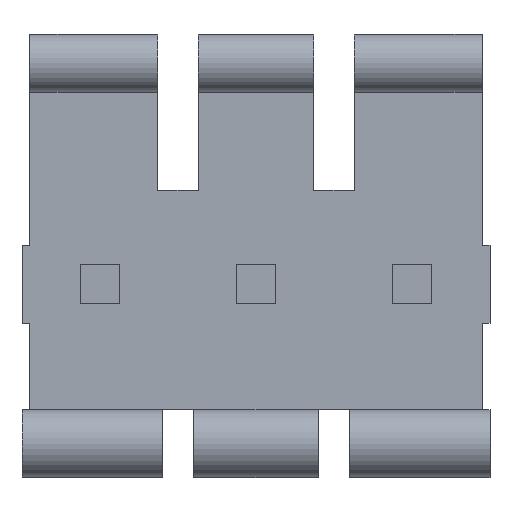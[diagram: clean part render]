
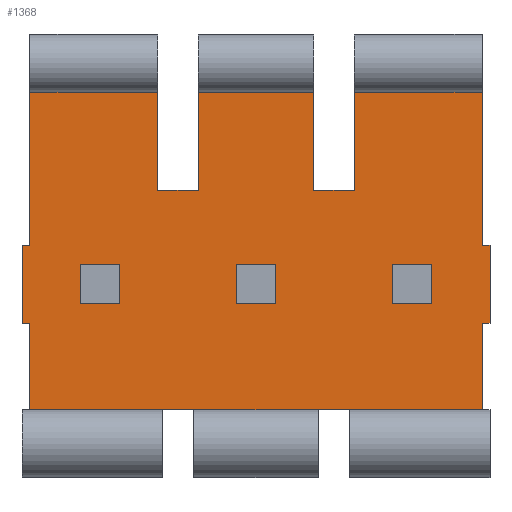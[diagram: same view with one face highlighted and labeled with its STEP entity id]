
A CAD part, front view. The second image highlights one B-rep face of the part: STEP entity #1368.
In plain terms, the highlighted planar face has unit normal (0, -1, 0).
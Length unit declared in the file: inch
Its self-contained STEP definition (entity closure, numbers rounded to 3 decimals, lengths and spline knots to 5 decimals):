
#22=DIRECTION('',(0.,0.,-1.));
#23=VECTOR('',#22,0.098);
#24=CARTESIAN_POINT('',(-0.145,-0.0375,0.123));
#25=LINE('',#24,#23);
#39=DIRECTION('',(0.,0.,-1.));
#40=VECTOR('',#39,0.0555);
#41=CARTESIAN_POINT('',(-0.145,-0.0375,-0.025));
#42=LINE('',#41,#40);
#47=DIRECTION('',(0.,0.,1.));
#48=VECTOR('',#47,0.025);
#49=CARTESIAN_POINT('',(0.0875,-0.0375,-0.0125));
#50=LINE('',#49,#48);
#51=DIRECTION('',(1.,0.,0.));
#52=VECTOR('',#51,0.025);
#53=CARTESIAN_POINT('',(0.0875,-0.0375,-0.0125));
#54=LINE('',#53,#52);
#55=DIRECTION('',(0.,0.,1.));
#56=VECTOR('',#55,0.025);
#57=CARTESIAN_POINT('',(0.1125,-0.0375,-0.0125));
#58=LINE('',#57,#56);
#59=DIRECTION('',(1.,0.,0.));
#60=VECTOR('',#59,0.025);
#61=CARTESIAN_POINT('',(0.0875,-0.0375,0.0125));
#62=LINE('',#61,#60);
#63=DIRECTION('',(0.,0.,1.));
#64=VECTOR('',#63,0.025);
#65=CARTESIAN_POINT('',(-0.0125,-0.0375,-0.0125));
#66=LINE('',#65,#64);
#67=DIRECTION('',(1.,0.,0.));
#68=VECTOR('',#67,0.025);
#69=CARTESIAN_POINT('',(-0.0125,-0.0375,-0.0125));
#70=LINE('',#69,#68);
#71=DIRECTION('',(0.,0.,1.));
#72=VECTOR('',#71,0.025);
#73=CARTESIAN_POINT('',(0.0125,-0.0375,-0.0125));
#74=LINE('',#73,#72);
#75=DIRECTION('',(1.,0.,0.));
#76=VECTOR('',#75,0.025);
#77=CARTESIAN_POINT('',(-0.0125,-0.0375,0.0125));
#78=LINE('',#77,#76);
#79=DIRECTION('',(0.,0.,1.));
#80=VECTOR('',#79,0.025);
#81=CARTESIAN_POINT('',(-0.1125,-0.0375,-0.0125));
#82=LINE('',#81,#80);
#83=DIRECTION('',(1.,0.,0.));
#84=VECTOR('',#83,0.025);
#85=CARTESIAN_POINT('',(-0.1125,-0.0375,-0.0125));
#86=LINE('',#85,#84);
#87=DIRECTION('',(0.,0.,1.));
#88=VECTOR('',#87,0.025);
#89=CARTESIAN_POINT('',(-0.0875,-0.0375,-0.0125));
#90=LINE('',#89,#88);
#91=DIRECTION('',(1.,0.,0.));
#92=VECTOR('',#91,0.025);
#93=CARTESIAN_POINT('',(-0.1125,-0.0375,0.0125));
#94=LINE('',#93,#92);
#95=DIRECTION('',(1.,0.,0.));
#96=VECTOR('',#95,0.005);
#97=CARTESIAN_POINT('',(-0.15,-0.0375,-0.025));
#98=LINE('',#97,#96);
#99=DIRECTION('',(0.,0.,-1.));
#100=VECTOR('',#99,0.05);
#101=CARTESIAN_POINT('',(-0.15,-0.0375,0.025));
#102=LINE('',#101,#100);
#103=DIRECTION('',(-1.,0.,0.));
#104=VECTOR('',#103,0.005);
#105=CARTESIAN_POINT('',(-0.145,-0.0375,0.025));
#106=LINE('',#105,#104);
#107=DIRECTION('',(1.,0.,0.));
#108=VECTOR('',#107,0.082);
#109=CARTESIAN_POINT('',(-0.145,-0.0375,0.123));
#110=LINE('',#109,#108);
#111=DIRECTION('',(0.,0.,-1.));
#112=VECTOR('',#111,0.063);
#113=CARTESIAN_POINT('',(-0.063,-0.0375,0.123));
#114=LINE('',#113,#112);
#115=DIRECTION('',(-1.,0.,0.));
#116=VECTOR('',#115,0.026);
#117=CARTESIAN_POINT('',(-0.037,-0.0375,0.06));
#118=LINE('',#117,#116);
#119=DIRECTION('',(0.,0.,-1.));
#120=VECTOR('',#119,0.063);
#121=CARTESIAN_POINT('',(-0.037,-0.0375,0.123));
#122=LINE('',#121,#120);
#123=DIRECTION('',(1.,0.,0.));
#124=VECTOR('',#123,0.074);
#125=CARTESIAN_POINT('',(-0.037,-0.0375,0.123));
#126=LINE('',#125,#124);
#127=DIRECTION('',(0.,0.,-1.));
#128=VECTOR('',#127,0.063);
#129=CARTESIAN_POINT('',(0.037,-0.0375,0.123));
#130=LINE('',#129,#128);
#131=DIRECTION('',(-1.,0.,0.));
#132=VECTOR('',#131,0.026);
#133=CARTESIAN_POINT('',(0.063,-0.0375,0.06));
#134=LINE('',#133,#132);
#135=DIRECTION('',(0.,0.,-1.));
#136=VECTOR('',#135,0.063);
#137=CARTESIAN_POINT('',(0.063,-0.0375,0.123));
#138=LINE('',#137,#136);
#139=DIRECTION('',(1.,0.,0.));
#140=VECTOR('',#139,0.082);
#141=CARTESIAN_POINT('',(0.063,-0.0375,0.123));
#142=LINE('',#141,#140);
#143=DIRECTION('',(-1.,0.,0.));
#144=VECTOR('',#143,0.005);
#145=CARTESIAN_POINT('',(0.15,-0.0375,0.025));
#146=LINE('',#145,#144);
#147=DIRECTION('',(0.,0.,1.));
#148=VECTOR('',#147,0.05);
#149=CARTESIAN_POINT('',(0.15,-0.0375,-0.025));
#150=LINE('',#149,#148);
#151=DIRECTION('',(1.,0.,0.));
#152=VECTOR('',#151,0.005);
#153=CARTESIAN_POINT('',(0.145,-0.0375,-0.025));
#154=LINE('',#153,#152);
#155=DIRECTION('',(-1.,0.,0.));
#156=VECTOR('',#155,0.08);
#157=CARTESIAN_POINT('',(0.04,-0.0375,-0.0805));
#158=LINE('',#157,#156);
#498=DIRECTION('',(1.,0.,0.));
#499=VECTOR('',#498,0.085);
#500=CARTESIAN_POINT('',(-0.145,-0.0375,-0.0805));
#501=LINE('',#500,#499);
#552=DIRECTION('',(1.,0.,0.));
#553=VECTOR('',#552,0.02);
#554=CARTESIAN_POINT('',(0.04,-0.0375,-0.0805));
#555=LINE('',#554,#553);
#564=DIRECTION('',(1.,0.,0.));
#565=VECTOR('',#564,0.02);
#566=CARTESIAN_POINT('',(-0.06,-0.0375,-0.0805));
#567=LINE('',#566,#565);
#655=DIRECTION('',(1.,0.,0.));
#656=VECTOR('',#655,0.085);
#657=CARTESIAN_POINT('',(0.06,-0.0375,-0.0805));
#658=LINE('',#657,#656);
#700=DIRECTION('',(0.,0.,-1.));
#701=VECTOR('',#700,0.098);
#702=CARTESIAN_POINT('',(0.145,-0.0375,0.123));
#703=LINE('',#702,#701);
#721=DIRECTION('',(0.,0.,-1.));
#722=VECTOR('',#721,0.0555);
#723=CARTESIAN_POINT('',(0.145,-0.0375,-0.025));
#724=LINE('',#723,#722);
#944=CARTESIAN_POINT('',(-0.145,-0.0375,0.123));
#946=VERTEX_POINT('',#944);
#952=CARTESIAN_POINT('',(0.145,-0.0375,0.123));
#954=VERTEX_POINT('',#952);
#963=CARTESIAN_POINT('',(-0.15,-0.0375,0.025));
#964=CARTESIAN_POINT('',(-0.15,-0.0375,-0.025));
#965=VERTEX_POINT('',#963);
#966=VERTEX_POINT('',#964);
#967=CARTESIAN_POINT('',(0.15,-0.0375,-0.025));
#968=CARTESIAN_POINT('',(0.15,-0.0375,0.025));
#969=VERTEX_POINT('',#967);
#970=VERTEX_POINT('',#968);
#972=CARTESIAN_POINT('',(-0.145,-0.0375,0.025));
#974=VERTEX_POINT('',#972);
#976=CARTESIAN_POINT('',(-0.145,-0.0375,-0.025));
#978=VERTEX_POINT('',#976);
#980=CARTESIAN_POINT('',(0.145,-0.0375,-0.025));
#982=VERTEX_POINT('',#980);
#984=CARTESIAN_POINT('',(0.145,-0.0375,0.025));
#986=VERTEX_POINT('',#984);
#999=CARTESIAN_POINT('',(0.0875,-0.0375,-0.0125));
#1000=CARTESIAN_POINT('',(0.0875,-0.0375,0.0125));
#1001=VERTEX_POINT('',#999);
#1002=VERTEX_POINT('',#1000);
#1003=CARTESIAN_POINT('',(0.1125,-0.0375,-0.0125));
#1004=CARTESIAN_POINT('',(0.1125,-0.0375,0.0125));
#1005=VERTEX_POINT('',#1003);
#1006=VERTEX_POINT('',#1004);
#1031=CARTESIAN_POINT('',(0.06,-0.0375,-0.0805));
#1033=VERTEX_POINT('',#1031);
#1051=CARTESIAN_POINT('',(0.04,-0.0375,-0.0805));
#1052=CARTESIAN_POINT('',(-0.04,-0.0375,-0.0805));
#1053=VERTEX_POINT('',#1051);
#1054=VERTEX_POINT('',#1052);
#1067=CARTESIAN_POINT('',(-0.06,-0.0375,-0.0805));
#1069=VERTEX_POINT('',#1067);
#1080=CARTESIAN_POINT('',(0.037,-0.0375,0.123));
#1082=VERTEX_POINT('',#1080);
#1084=CARTESIAN_POINT('',(0.063,-0.0375,0.123));
#1086=VERTEX_POINT('',#1084);
#1087=CARTESIAN_POINT('',(0.037,-0.0375,0.06));
#1088=VERTEX_POINT('',#1087);
#1089=CARTESIAN_POINT('',(0.063,-0.0375,0.06));
#1090=VERTEX_POINT('',#1089);
#1117=CARTESIAN_POINT('',(-0.063,-0.0375,0.123));
#1119=VERTEX_POINT('',#1117);
#1121=CARTESIAN_POINT('',(-0.037,-0.0375,0.123));
#1123=VERTEX_POINT('',#1121);
#1124=CARTESIAN_POINT('',(-0.063,-0.0375,0.06));
#1125=VERTEX_POINT('',#1124);
#1126=CARTESIAN_POINT('',(-0.037,-0.0375,0.06));
#1127=VERTEX_POINT('',#1126);
#1153=CARTESIAN_POINT('',(-0.0125,-0.0375,-0.0125));
#1154=CARTESIAN_POINT('',(-0.0125,-0.0375,0.0125));
#1155=VERTEX_POINT('',#1153);
#1156=VERTEX_POINT('',#1154);
#1157=CARTESIAN_POINT('',(0.0125,-0.0375,-0.0125));
#1158=CARTESIAN_POINT('',(0.0125,-0.0375,0.0125));
#1159=VERTEX_POINT('',#1157);
#1160=VERTEX_POINT('',#1158);
#1185=CARTESIAN_POINT('',(-0.1125,-0.0375,-0.0125));
#1186=CARTESIAN_POINT('',(-0.1125,-0.0375,0.0125));
#1187=VERTEX_POINT('',#1185);
#1188=VERTEX_POINT('',#1186);
#1189=CARTESIAN_POINT('',(-0.0875,-0.0375,-0.0125));
#1190=CARTESIAN_POINT('',(-0.0875,-0.0375,0.0125));
#1191=VERTEX_POINT('',#1189);
#1192=VERTEX_POINT('',#1190);
#1218=CARTESIAN_POINT('',(0.145,-0.0375,-0.0805));
#1220=VERTEX_POINT('',#1218);
#1230=CARTESIAN_POINT('',(-0.145,-0.0375,-0.0805));
#1232=VERTEX_POINT('',#1230);
#1286=CARTESIAN_POINT('',(-0.145,-0.0375,0.123));
#1287=DIRECTION('',(0.,-1.,0.));
#1288=DIRECTION('',(0.,0.,-1.));
#1289=AXIS2_PLACEMENT_3D('',#1286,#1287,#1288);
#1290=PLANE('',#1289);
#1291=ORIENTED_EDGE('',*,*,#1264,.F.);
#1293=ORIENTED_EDGE('',*,*,#1292,.F.);
#1295=ORIENTED_EDGE('',*,*,#1294,.F.);
#1296=ORIENTED_EDGE('',*,*,#1277,.F.);
#1297=ORIENTED_EDGE('',*,*,#1248,.F.);
#1299=ORIENTED_EDGE('',*,*,#1298,.T.);
#1301=ORIENTED_EDGE('',*,*,#1300,.T.);
#1303=ORIENTED_EDGE('',*,*,#1302,.F.);
#1305=ORIENTED_EDGE('',*,*,#1304,.F.);
#1307=ORIENTED_EDGE('',*,*,#1306,.T.);
#1309=ORIENTED_EDGE('',*,*,#1308,.T.);
#1311=ORIENTED_EDGE('',*,*,#1310,.F.);
#1313=ORIENTED_EDGE('',*,*,#1312,.F.);
#1315=ORIENTED_EDGE('',*,*,#1314,.T.);
#1317=ORIENTED_EDGE('',*,*,#1316,.T.);
#1319=ORIENTED_EDGE('',*,*,#1318,.F.);
#1321=ORIENTED_EDGE('',*,*,#1320,.F.);
#1323=ORIENTED_EDGE('',*,*,#1322,.F.);
#1325=ORIENTED_EDGE('',*,*,#1324,.T.);
#1327=ORIENTED_EDGE('',*,*,#1326,.F.);
#1329=ORIENTED_EDGE('',*,*,#1328,.F.);
#1331=ORIENTED_EDGE('',*,*,#1330,.T.);
#1333=ORIENTED_EDGE('',*,*,#1332,.F.);
#1335=ORIENTED_EDGE('',*,*,#1334,.F.);
#1336=EDGE_LOOP('',(#1291,#1293,#1295,#1296,#1297,#1299,#1301,#1303,#1305,#1307,
#1309,#1311,#1313,#1315,#1317,#1319,#1321,#1323,#1325,#1327,#1329,#1331,#1333,
#1335));
#1337=FACE_OUTER_BOUND('',#1336,.F.);
#1339=ORIENTED_EDGE('',*,*,#1338,.F.);
#1341=ORIENTED_EDGE('',*,*,#1340,.T.);
#1343=ORIENTED_EDGE('',*,*,#1342,.T.);
#1345=ORIENTED_EDGE('',*,*,#1344,.F.);
#1346=EDGE_LOOP('',(#1339,#1341,#1343,#1345));
#1347=FACE_BOUND('',#1346,.F.);
#1349=ORIENTED_EDGE('',*,*,#1348,.F.);
#1351=ORIENTED_EDGE('',*,*,#1350,.T.);
#1353=ORIENTED_EDGE('',*,*,#1352,.T.);
#1355=ORIENTED_EDGE('',*,*,#1354,.F.);
#1356=EDGE_LOOP('',(#1349,#1351,#1353,#1355));
#1357=FACE_BOUND('',#1356,.F.);
#1359=ORIENTED_EDGE('',*,*,#1358,.F.);
#1361=ORIENTED_EDGE('',*,*,#1360,.T.);
#1363=ORIENTED_EDGE('',*,*,#1362,.T.);
#1365=ORIENTED_EDGE('',*,*,#1364,.F.);
#1366=EDGE_LOOP('',(#1359,#1361,#1363,#1365));
#1367=FACE_BOUND('',#1366,.F.);
#1368=ADVANCED_FACE('',(#1337,#1347,#1357,#1367),#1290,.T.);
#1248=EDGE_CURVE('',#946,#974,#25,.T.);
#1264=EDGE_CURVE('',#978,#1232,#42,.T.);
#1277=EDGE_CURVE('',#974,#965,#106,.T.);
#1292=EDGE_CURVE('',#966,#978,#98,.T.);
#1294=EDGE_CURVE('',#965,#966,#102,.T.);
#1298=EDGE_CURVE('',#946,#1119,#110,.T.);
#1300=EDGE_CURVE('',#1119,#1125,#114,.T.);
#1302=EDGE_CURVE('',#1127,#1125,#118,.T.);
#1304=EDGE_CURVE('',#1123,#1127,#122,.T.);
#1306=EDGE_CURVE('',#1123,#1082,#126,.T.);
#1308=EDGE_CURVE('',#1082,#1088,#130,.T.);
#1310=EDGE_CURVE('',#1090,#1088,#134,.T.);
#1312=EDGE_CURVE('',#1086,#1090,#138,.T.);
#1314=EDGE_CURVE('',#1086,#954,#142,.T.);
#1316=EDGE_CURVE('',#954,#986,#703,.T.);
#1318=EDGE_CURVE('',#970,#986,#146,.T.);
#1320=EDGE_CURVE('',#969,#970,#150,.T.);
#1322=EDGE_CURVE('',#982,#969,#154,.T.);
#1324=EDGE_CURVE('',#982,#1220,#724,.T.);
#1326=EDGE_CURVE('',#1033,#1220,#658,.T.);
#1328=EDGE_CURVE('',#1053,#1033,#555,.T.);
#1330=EDGE_CURVE('',#1053,#1054,#158,.T.);
#1332=EDGE_CURVE('',#1069,#1054,#567,.T.);
#1334=EDGE_CURVE('',#1232,#1069,#501,.T.);
#1338=EDGE_CURVE('',#1155,#1156,#66,.T.);
#1340=EDGE_CURVE('',#1155,#1159,#70,.T.);
#1342=EDGE_CURVE('',#1159,#1160,#74,.T.);
#1344=EDGE_CURVE('',#1156,#1160,#78,.T.);
#1348=EDGE_CURVE('',#1187,#1188,#82,.T.);
#1350=EDGE_CURVE('',#1187,#1191,#86,.T.);
#1352=EDGE_CURVE('',#1191,#1192,#90,.T.);
#1354=EDGE_CURVE('',#1188,#1192,#94,.T.);
#1358=EDGE_CURVE('',#1001,#1002,#50,.T.);
#1360=EDGE_CURVE('',#1001,#1005,#54,.T.);
#1362=EDGE_CURVE('',#1005,#1006,#58,.T.);
#1364=EDGE_CURVE('',#1002,#1006,#62,.T.);
